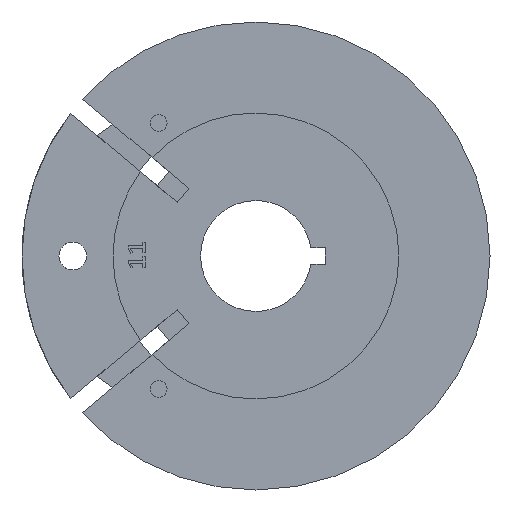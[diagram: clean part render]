
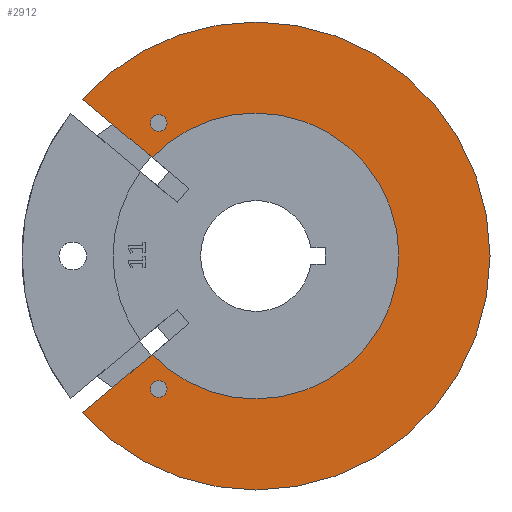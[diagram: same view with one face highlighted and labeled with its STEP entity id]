
A CAD part, left-side view. The second image highlights one B-rep face of the part: STEP entity #2912.
In plain terms, the highlighted planar face has unit normal (-1, 0, 0).
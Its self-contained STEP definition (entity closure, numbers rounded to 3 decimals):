
#15 = PLANE ( 'NONE',  #738 ) ;
#36 = ORIENTED_EDGE ( 'NONE', *, *, #1154, .F. ) ;
#78 = VERTEX_POINT ( 'NONE', #3364 ) ;
#100 = CIRCLE ( 'NONE', #2645, 0.9 ) ;
#105 = CIRCLE ( 'NONE', #2935, 0.9 ) ;
#108 = ORIENTED_EDGE ( 'NONE', *, *, #1148, .T. ) ;
#114 = DIRECTION ( 'NONE',  ( 0., 0., 1. ) ) ;
#133 = DIRECTION ( 'NONE',  ( -1., 0., 0. ) ) ;
#164 = AXIS2_PLACEMENT_3D ( 'NONE', #2051, #1795, #2594 ) ;
#170 = DIRECTION ( 'NONE',  ( 0., 0., 1. ) ) ;
#179 = CIRCLE ( 'NONE', #1108, 15.475 ) ;
#184 = CIRCLE ( 'NONE', #3417, 15.475 ) ;
#201 = CARTESIAN_POINT ( 'NONE',  ( 1.6, 10.523, 13.487 ) ) ;
#290 = FACE_BOUND ( 'NONE', #980, .T. ) ;
#346 = DIRECTION ( 'NONE',  ( 0., 0.768, -0.64 ) ) ;
#452 = DIRECTION ( 'NONE',  ( 0., 0., 1. ) ) ;
#466 = EDGE_CURVE ( 'NONE', #78, #479, #179, .T. ) ;
#479 = VERTEX_POINT ( 'NONE', #2565 ) ;
#520 = AXIS2_PLACEMENT_3D ( 'NONE', #2122, #3260, #452 ) ;
#521 = DIRECTION ( 'NONE',  ( 1., 0., 0. ) ) ;
#524 = CARTESIAN_POINT ( 'NONE',  ( 1.6, 10.523, -14.387 ) ) ;
#582 = EDGE_LOOP ( 'NONE', ( #2120, #108, #721, #3172, #2436, #2941, #36, #1072 ) ) ;
#597 = EDGE_CURVE ( 'NONE', #479, #1878, #184, .T. ) ;
#630 = DIRECTION ( 'NONE',  ( 0., 0., 1. ) ) ;
#721 = ORIENTED_EDGE ( 'NONE', *, *, #2963, .T. ) ;
#738 = AXIS2_PLACEMENT_3D ( 'NONE', #2232, #1995, #630 ) ;
#831 = VECTOR ( 'NONE', #2722, 1000. ) ;
#842 = VERTEX_POINT ( 'NONE', #910 ) ;
#846 = DIRECTION ( 'NONE',  ( -1., 0., 0. ) ) ;
#866 = CIRCLE ( 'NONE', #164, 15.475 ) ;
#910 = CARTESIAN_POINT ( 'NONE',  ( 1.6, 0., 25.325 ) ) ;
#960 = CARTESIAN_POINT ( 'NONE',  ( 1.6, -0.64, -0.768 ) ) ;
#980 = EDGE_LOOP ( 'NONE', ( #1076, #2204 ) ) ;
#1044 = VERTEX_POINT ( 'NONE', #1406 ) ;
#1058 = CARTESIAN_POINT ( 'NONE',  ( 1.6, 18.796, 16.972 ) ) ;
#1072 = ORIENTED_EDGE ( 'NONE', *, *, #597, .F. ) ;
#1076 = ORIENTED_EDGE ( 'NONE', *, *, #3135, .T. ) ;
#1095 = DIRECTION ( 'NONE',  ( 0., 0., 1. ) ) ;
#1108 = AXIS2_PLACEMENT_3D ( 'NONE', #3089, #1201, #2833 ) ;
#1124 = CARTESIAN_POINT ( 'NONE',  ( 1.6, 10.523, -13.487 ) ) ;
#1148 = EDGE_CURVE ( 'NONE', #78, #1809, #2828, .T. ) ;
#1154 = EDGE_CURVE ( 'NONE', #1878, #2930, #866, .T. ) ;
#1201 = DIRECTION ( 'NONE',  ( -1., 0., 0. ) ) ;
#1208 = VERTEX_POINT ( 'NONE', #2558 ) ;
#1229 = CIRCLE ( 'NONE', #1521, 25.325 ) ;
#1241 = VERTEX_POINT ( 'NONE', #201 ) ;
#1274 = EDGE_CURVE ( 'NONE', #1241, #1208, #1618, .T. ) ;
#1318 = DIRECTION ( 'NONE',  ( 0., 0., 1. ) ) ;
#1406 = CARTESIAN_POINT ( 'NONE',  ( 1.6, 0., -25.325 ) ) ;
#1438 = EDGE_CURVE ( 'NONE', #842, #3085, #3000, .T. ) ;
#1492 = DIRECTION ( 'NONE',  ( -1., 0., 0. ) ) ;
#1521 = AXIS2_PLACEMENT_3D ( 'NONE', #3422, #133, #114 ) ;
#1532 = DIRECTION ( 'NONE',  ( 0., 0., 1. ) ) ;
#1618 = CIRCLE ( 'NONE', #520, 0.9 ) ;
#1658 = DIRECTION ( 'NONE',  ( 0., 0., 1. ) ) ;
#1709 = CARTESIAN_POINT ( 'NONE',  ( 1.6, 0., 0. ) ) ;
#1733 = ORIENTED_EDGE ( 'NONE', *, *, #2219, .T. ) ;
#1779 = CIRCLE ( 'NONE', #2591, 25.325 ) ;
#1791 = CARTESIAN_POINT ( 'NONE',  ( 1.6, 10.523, -15.287 ) ) ;
#1795 = DIRECTION ( 'NONE',  ( -1., 0., 0. ) ) ;
#1803 = CARTESIAN_POINT ( 'NONE',  ( 1.6, 0., 0. ) ) ;
#1809 = VERTEX_POINT ( 'NONE', #2773 ) ;
#1878 = VERTEX_POINT ( 'NONE', #3296 ) ;
#1906 = VERTEX_POINT ( 'NONE', #1124 ) ;
#1943 = DIRECTION ( 'NONE',  ( 1., 0., 0. ) ) ;
#1945 = FACE_OUTER_BOUND ( 'NONE', #582, .T. ) ;
#1993 = AXIS2_PLACEMENT_3D ( 'NONE', #3311, #1943, #3289 ) ;
#1995 = DIRECTION ( 'NONE',  ( -1., 0., 0. ) ) ;
#2051 = CARTESIAN_POINT ( 'NONE',  ( 1.6, 0., 0. ) ) ;
#2101 = CIRCLE ( 'NONE', #1993, 0.9 ) ;
#2120 = ORIENTED_EDGE ( 'NONE', *, *, #466, .F. ) ;
#2122 = CARTESIAN_POINT ( 'NONE',  ( 1.6, 10.523, 14.387 ) ) ;
#2204 = ORIENTED_EDGE ( 'NONE', *, *, #1274, .T. ) ;
#2219 = EDGE_CURVE ( 'NONE', #2639, #1906, #2101, .T. ) ;
#2232 = CARTESIAN_POINT ( 'NONE',  ( 1.6, 0., 0. ) ) ;
#2259 = CARTESIAN_POINT ( 'NONE',  ( 1.6, 0., 0. ) ) ;
#2436 = ORIENTED_EDGE ( 'NONE', *, *, #1438, .T. ) ;
#2481 = CARTESIAN_POINT ( 'NONE',  ( 1.6, 11.221, 10.657 ) ) ;
#2482 = EDGE_CURVE ( 'NONE', #3085, #2930, #3282, .T. ) ;
#2558 = CARTESIAN_POINT ( 'NONE',  ( 1.6, 10.523, 15.287 ) ) ;
#2565 = CARTESIAN_POINT ( 'NONE',  ( 1.6, 0., -15.475 ) ) ;
#2591 = AXIS2_PLACEMENT_3D ( 'NONE', #1803, #1492, #1532 ) ;
#2594 = DIRECTION ( 'NONE',  ( 0., 0., 1. ) ) ;
#2639 = VERTEX_POINT ( 'NONE', #1791 ) ;
#2645 = AXIS2_PLACEMENT_3D ( 'NONE', #3269, #521, #170 ) ;
#2652 = AXIS2_PLACEMENT_3D ( 'NONE', #1709, #3280, #1658 ) ;
#2676 = DIRECTION ( 'NONE',  ( 1., 0., 0. ) ) ;
#2722 = DIRECTION ( 'NONE',  ( 0., -0.768, -0.64 ) ) ;
#2768 = EDGE_CURVE ( 'NONE', #1906, #2639, #105, .T. ) ;
#2771 = FACE_BOUND ( 'NONE', #3460, .T. ) ;
#2773 = CARTESIAN_POINT ( 'NONE',  ( 1.6, 18.796, -16.972 ) ) ;
#2827 = VECTOR ( 'NONE', #346, 1000. ) ;
#2828 = LINE ( 'NONE', #960, #2827 ) ;
#2833 = DIRECTION ( 'NONE',  ( 0., 0., 1. ) ) ;
#2912 = ADVANCED_FACE ( 'NONE', ( #2771, #290, #1945 ), #15, .T. ) ;
#2930 = VERTEX_POINT ( 'NONE', #2481 ) ;
#2935 = AXIS2_PLACEMENT_3D ( 'NONE', #524, #2676, #1318 ) ;
#2941 = ORIENTED_EDGE ( 'NONE', *, *, #2482, .T. ) ;
#2963 = EDGE_CURVE ( 'NONE', #1809, #1044, #1779, .T. ) ;
#3000 = CIRCLE ( 'NONE', #2652, 25.325 ) ;
#3085 = VERTEX_POINT ( 'NONE', #1058 ) ;
#3089 = CARTESIAN_POINT ( 'NONE',  ( 1.6, 0., 0. ) ) ;
#3135 = EDGE_CURVE ( 'NONE', #1208, #1241, #100, .T. ) ;
#3172 = ORIENTED_EDGE ( 'NONE', *, *, #3420, .T. ) ;
#3260 = DIRECTION ( 'NONE',  ( 1., 0., 0. ) ) ;
#3269 = CARTESIAN_POINT ( 'NONE',  ( 1.6, 10.523, 14.387 ) ) ;
#3280 = DIRECTION ( 'NONE',  ( -1., 0., 0. ) ) ;
#3282 = LINE ( 'NONE', #3551, #831 ) ;
#3289 = DIRECTION ( 'NONE',  ( 0., 0., 1. ) ) ;
#3296 = CARTESIAN_POINT ( 'NONE',  ( 1.6, 0., 15.475 ) ) ;
#3311 = CARTESIAN_POINT ( 'NONE',  ( 1.6, 10.523, -14.387 ) ) ;
#3364 = CARTESIAN_POINT ( 'NONE',  ( 1.6, 11.221, -10.657 ) ) ;
#3417 = AXIS2_PLACEMENT_3D ( 'NONE', #2259, #846, #1095 ) ;
#3420 = EDGE_CURVE ( 'NONE', #1044, #842, #1229, .T. ) ;
#3422 = CARTESIAN_POINT ( 'NONE',  ( 1.6, 0., 0. ) ) ;
#3460 = EDGE_LOOP ( 'NONE', ( #3583, #1733 ) ) ;
#3551 = CARTESIAN_POINT ( 'NONE',  ( 1.6, -0.64, 0.768 ) ) ;
#3583 = ORIENTED_EDGE ( 'NONE', *, *, #2768, .T. ) ;
